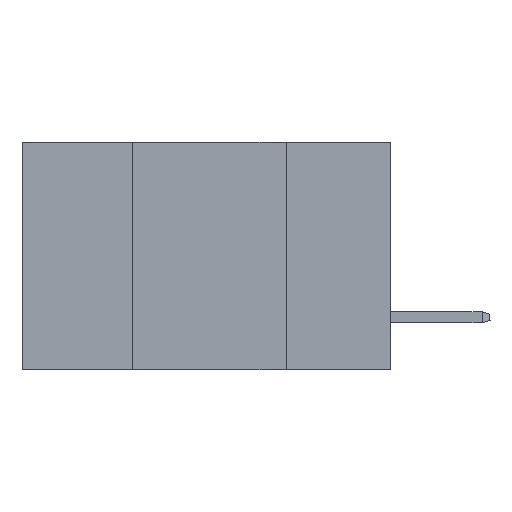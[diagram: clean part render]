
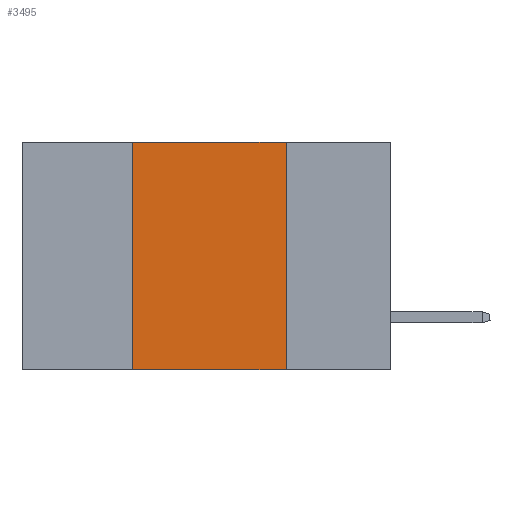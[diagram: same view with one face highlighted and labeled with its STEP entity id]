
A CAD part, left-side view. The second image highlights one B-rep face of the part: STEP entity #3495.
In plain terms, the highlighted planar face has unit normal (-1, 0, 0).
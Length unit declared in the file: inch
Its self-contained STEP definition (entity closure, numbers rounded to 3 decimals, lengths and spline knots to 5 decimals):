
#979 = EDGE_CURVE ( 'NONE', #19356, #7735, #9966, .T. ) ;
#1917 = LINE ( 'NONE', #23298, #4896 ) ;
#2217 = DIRECTION ( 'NONE',  ( 0., 0., -1. ) ) ;
#2229 = EDGE_LOOP ( 'NONE', ( #3476, #14909, #8537, #7933 ) ) ;
#2445 = FACE_OUTER_BOUND ( 'NONE', #2229, .T. ) ;
#3310 = CARTESIAN_POINT ( 'NONE',  ( 0., 0.17, -0.37 ) ) ;
#3476 = ORIENTED_EDGE ( 'NONE', *, *, #18618, .F. ) ;
#3495 = ADVANCED_FACE ( 'NONE', ( #2445 ), #15376, .F. ) ;
#4144 = EDGE_CURVE ( 'NONE', #5537, #4511, #8135, .T. ) ;
#4511 = VERTEX_POINT ( 'NONE', #3310 ) ;
#4896 = VECTOR ( 'NONE', #2217, 39.37008 ) ;
#5253 = CARTESIAN_POINT ( 'NONE',  ( 0., 0.6, 0. ) ) ;
#5537 = VERTEX_POINT ( 'NONE', #15874 ) ;
#6090 = CARTESIAN_POINT ( 'NONE',  ( 0., 0.6, -0.37 ) ) ;
#6598 = VECTOR ( 'NONE', #18031, 39.37008 ) ;
#7517 = VECTOR ( 'NONE', #7797, 39.37008 ) ;
#7735 = VERTEX_POINT ( 'NONE', #15677 ) ;
#7797 = DIRECTION ( 'NONE',  ( 0., -1., 0. ) ) ;
#7933 = ORIENTED_EDGE ( 'NONE', *, *, #4144, .T. ) ;
#8135 = LINE ( 'NONE', #6090, #7517 ) ;
#8537 = ORIENTED_EDGE ( 'NONE', *, *, #15949, .F. ) ;
#9645 = LINE ( 'NONE', #14081, #6598 ) ;
#9709 = DIRECTION ( 'NONE',  ( 0., 0., -1. ) ) ;
#9966 = LINE ( 'NONE', #5253, #20546 ) ;
#13237 = DIRECTION ( 'NONE',  ( 1., 0., 0. ) ) ;
#13273 = AXIS2_PLACEMENT_3D ( 'NONE', #21160, #13237, #9709 ) ;
#13709 = DIRECTION ( 'NONE',  ( 0., -1., 0. ) ) ;
#14081 = CARTESIAN_POINT ( 'NONE',  ( 0., 0.42, 0. ) ) ;
#14909 = ORIENTED_EDGE ( 'NONE', *, *, #979, .F. ) ;
#15376 = PLANE ( 'NONE',  #13273 ) ;
#15677 = CARTESIAN_POINT ( 'NONE',  ( 0., 0.17, 0. ) ) ;
#15874 = CARTESIAN_POINT ( 'NONE',  ( 0., 0.42, -0.37 ) ) ;
#15949 = EDGE_CURVE ( 'NONE', #5537, #19356, #9645, .T. ) ;
#18031 = DIRECTION ( 'NONE',  ( 0., 0., 1. ) ) ;
#18618 = EDGE_CURVE ( 'NONE', #7735, #4511, #1917, .T. ) ;
#19151 = CARTESIAN_POINT ( 'NONE',  ( 0., 0.42, 0. ) ) ;
#19356 = VERTEX_POINT ( 'NONE', #19151 ) ;
#20546 = VECTOR ( 'NONE', #13709, 39.37008 ) ;
#21160 = CARTESIAN_POINT ( 'NONE',  ( 0., 0.6, 0. ) ) ;
#23298 = CARTESIAN_POINT ( 'NONE',  ( 0., 0.17, 0. ) ) ;
